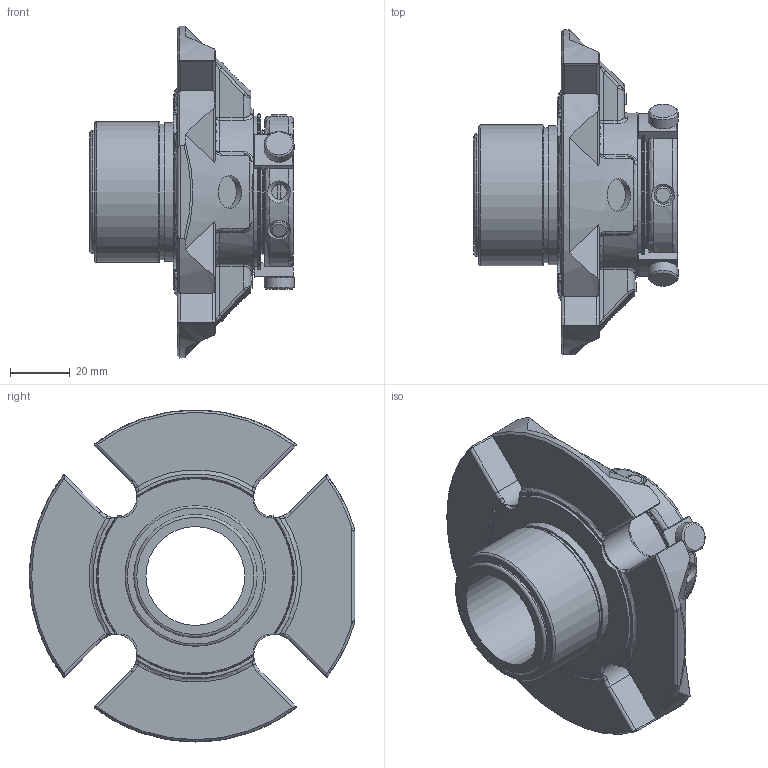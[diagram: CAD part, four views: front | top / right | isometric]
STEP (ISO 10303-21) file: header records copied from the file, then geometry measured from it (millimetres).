
FILE_DESCRIPTION(/* description */ ('Unknown'),/* implementation_level */ '2;1');
FILE_NAME(/* name */ '33MM',/* time_stamp */ '2023-02-14T10:18:03+00:00',/* author */ ('Unknown'),/* organization */ ('Unknown'),/* preprocessor_version */ 'ST-DEVELOPER v16.7',/* originating_system */ 'Solid Edge',/* authorisation */ 'Unknown');
FILE_SCHEMA (('AUTOMOTIVE_DESIGN {1 0 10303 214 3 1 1}'));
Length unit declared in the file: millimetre
Products named in the file (1): 33MM
Bounding box: 68.2 x 108.63 x 110.87 mm (x, y, z)
Volume: 163560.7 mm3; surface area: 44098 mm2
Topology: 1 solids, 1 shells, 589 faces, 1509 edges, 959 vertices
Faces by surface type: plane 219, cylinder 164, bspline 76, torus 75, cone 31, sphere 24
Full cylindrical faces by diameter (mm): 2.821 x1, 5 x2, 6 x6, 10 x3, 10.998 x3, 32.995 x1, 34.976 x1, 41.173 x1, 41.427 x1, 45.167 x1, 46.431 x2, 46.965 x1, 50.749 x1, 52.273 x1
Entity records: 24391 total; most frequent: CARTESIAN_POINT 7114, ORIENTED_EDGE 2826, DIRECTION 2525, EDGE_CURVE 1413, AXIS2_PLACEMENT_3D 1004, VERTEX_POINT 923, EDGE_LOOP 688, FACE_BOUND 688
